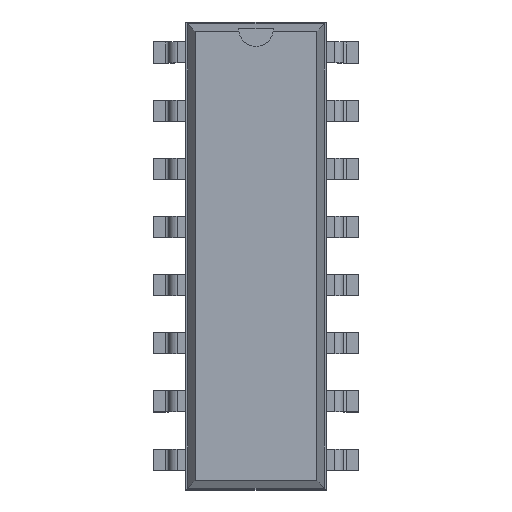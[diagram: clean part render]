
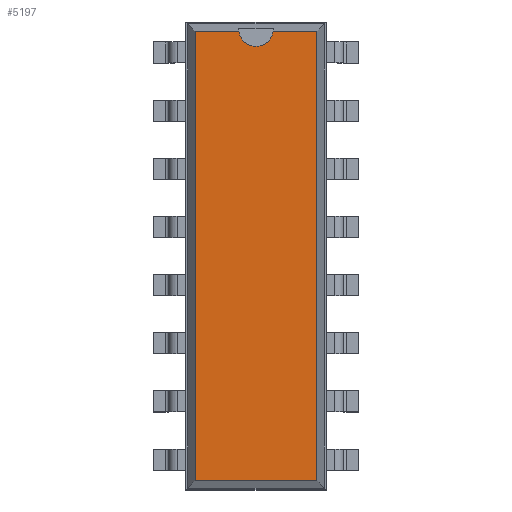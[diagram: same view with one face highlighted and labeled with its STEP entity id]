
A CAD part, top view. The second image highlights one B-rep face of the part: STEP entity #5197.
In plain terms, the highlighted planar face has unit normal (0, 0, 1).
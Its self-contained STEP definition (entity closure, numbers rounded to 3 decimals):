
#27=VECTOR('',#28,1.);
#28=DIRECTION('',(0.,1.,0.));
#34=VECTOR('',#35,1.);
#35=DIRECTION('',(-1.,0.,0.));
#41=VECTOR('',#42,1.);
#42=DIRECTION('',(0.,-1.,0.));
#46=VECTOR('',#47,1.);
#47=DIRECTION('',(1.,0.,0.));
#50=DIRECTION('',(0.,0.,-1.));
#1047=DIRECTION('',(0.,0.,-1.));
#3499=VERTEX_POINT('',#3500);
#3500=CARTESIAN_POINT('',(2.661,9.821,3.68));
#3502=ORIENTED_EDGE('',*,*,#3503,.F.);
#3503=EDGE_CURVE('',#3504,#3499,#3506,.T.);
#3504=VERTEX_POINT('',#3505);
#3505=CARTESIAN_POINT('',(2.661,-9.821,3.68));
#3506=LINE('',#3505,#27);
#4316=VERTEX_POINT('',#4317);
#4317=CARTESIAN_POINT('',(-2.661,9.821,3.68));
#4319=ORIENTED_EDGE('',*,*,#4320,.F.);
#4320=EDGE_CURVE('',#4321,#4316,#4323,.T.);
#4321=VERTEX_POINT('',#4322);
#4322=CARTESIAN_POINT('',(-0.746,9.821,3.68));
#4323=LINE('',#3500,#34);
#4342=VERTEX_POINT('',#4343);
#4343=CARTESIAN_POINT('',(0.746,9.821,3.68));
#4349=ORIENTED_EDGE('',*,*,#4350,.F.);
#4350=EDGE_CURVE('',#3499,#4342,#4323,.T.);
#4382=VERTEX_POINT('',#4383);
#4383=CARTESIAN_POINT('',(-2.661,-9.821,3.68));
#4385=ORIENTED_EDGE('',*,*,#4386,.F.);
#4386=EDGE_CURVE('',#4316,#4382,#4387,.T.);
#4387=LINE('',#4317,#41);
#5192=ORIENTED_EDGE('',*,*,#5193,.F.);
#5193=EDGE_CURVE('',#4382,#3504,#5194,.T.);
#5194=LINE('',#4383,#46);
#5197=ADVANCED_FACE('',(#5198),#5209,.F.);
#5198=FACE_BOUND('',#5199,.F.);
#5199=EDGE_LOOP('',(#3502,#5192,#4385,#4319,#5200,#5207,#4349));
#5200=ORIENTED_EDGE('',*,*,#5201,.F.);
#5201=EDGE_CURVE('',#5202,#4321,#5204,.T.);
#5202=VERTEX_POINT('',#5203);
#5203=CARTESIAN_POINT('',(0.,9.146,3.68));
#5204=CIRCLE('',#5205,0.75);
#5205=AXIS2_PLACEMENT_3D('',#5206,#1047,#42);
#5206=CARTESIAN_POINT('',(0.,9.896,3.68));
#5207=ORIENTED_EDGE('',*,*,#5208,.F.);
#5208=EDGE_CURVE('',#4342,#5202,#5204,.T.);
#5209=PLANE('',#5210);
#5210=AXIS2_PLACEMENT_3D('',#3505,#50,#5211);
#5211=DIRECTION('',(-0.262,0.965,0.));
